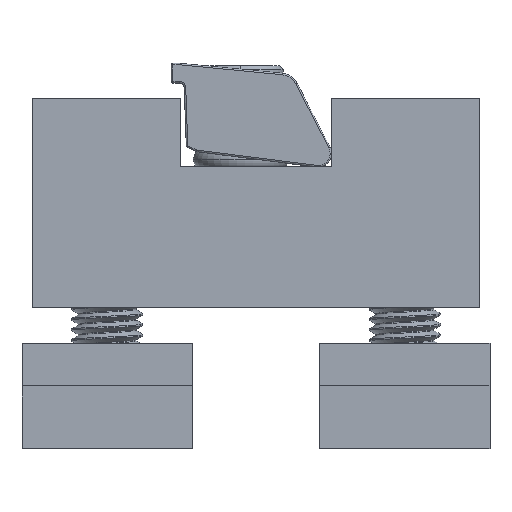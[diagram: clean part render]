
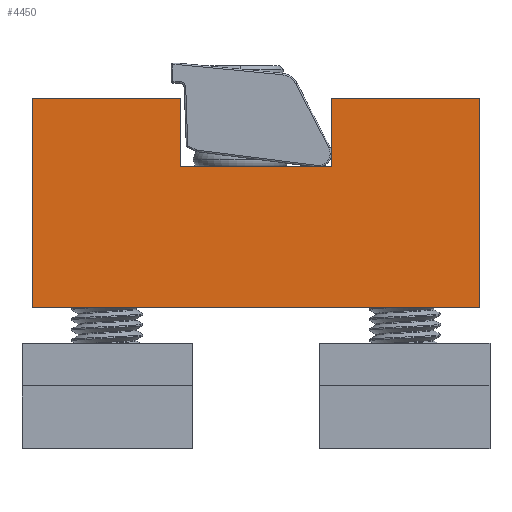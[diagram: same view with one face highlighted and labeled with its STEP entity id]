
A CAD part, top view. The second image highlights one B-rep face of the part: STEP entity #4450.
In plain terms, the highlighted planar face has unit normal (0, 0, 1).
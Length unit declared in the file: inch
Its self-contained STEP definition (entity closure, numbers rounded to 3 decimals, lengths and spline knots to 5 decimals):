
#235 = DIRECTION ( 'NONE',  ( 0., 0., -1. ) ) ;
#252 = ORIENTED_EDGE ( 'NONE', *, *, #4850, .T. ) ;
#481 = ORIENTED_EDGE ( 'NONE', *, *, #10473, .F. ) ;
#790 = VERTEX_POINT ( 'NONE', #1148 ) ;
#902 = AXIS2_PLACEMENT_3D ( 'NONE', #7863, #235, #9167 ) ;
#1148 = CARTESIAN_POINT ( 'NONE',  ( -0.5, 0.239, 0.5 ) ) ;
#1204 = VERTEX_POINT ( 'NONE', #8485 ) ;
#1607 = LINE ( 'NONE', #11380, #4187 ) ;
#1945 = CARTESIAN_POINT ( 'NONE',  ( 0.5, 0.239, 0.5 ) ) ;
#2003 = LINE ( 'NONE', #6188, #7974 ) ;
#2092 = VERTEX_POINT ( 'NONE', #12078 ) ;
#2454 = DIRECTION ( 'NONE',  ( -1., 0., 0. ) ) ;
#2775 = LINE ( 'NONE', #12582, #15456 ) ;
#2801 = VERTEX_POINT ( 'NONE', #8316 ) ;
#2926 = VECTOR ( 'NONE', #12331, 39.37008 ) ;
#2997 = FACE_OUTER_BOUND ( 'NONE', #5453, .T. ) ;
#3084 = EDGE_CURVE ( 'NONE', #13495, #1204, #15711, .T. ) ;
#4080 = DIRECTION ( 'NONE',  ( 1., 0., 0. ) ) ;
#4187 = VECTOR ( 'NONE', #2454, 39.37008 ) ;
#4278 = EDGE_CURVE ( 'NONE', #2801, #11655, #2003, .T. ) ;
#4305 = EDGE_CURVE ( 'NONE', #15196, #1204, #1607, .T. ) ;
#4422 = CARTESIAN_POINT ( 'NONE',  ( -0.5, 0.239, 0.5 ) ) ;
#4450 = ADVANCED_FACE ( 'NONE', ( #2997 ), #5244, .F. ) ;
#4850 = EDGE_CURVE ( 'NONE', #2092, #2801, #2775, .T. ) ;
#4911 = CARTESIAN_POINT ( 'NONE',  ( -1.47638, -0.689, 0.5 ) ) ;
#5055 = CARTESIAN_POINT ( 'NONE',  ( 0.5, 0.239, 0.5 ) ) ;
#5082 = ORIENTED_EDGE ( 'NONE', *, *, #3084, .F. ) ;
#5244 = PLANE ( 'NONE',  #902 ) ;
#5346 = ORIENTED_EDGE ( 'NONE', *, *, #10122, .F. ) ;
#5453 = EDGE_LOOP ( 'NONE', ( #10148, #5082, #5346, #11304, #252, #11990, #481, #11618 ) ) ;
#6188 = CARTESIAN_POINT ( 'NONE',  ( -1.47638, -0.689, 0.5 ) ) ;
#6402 = LINE ( 'NONE', #14382, #7204 ) ;
#6618 = DIRECTION ( 'NONE',  ( 0., -1., 0. ) ) ;
#7204 = VECTOR ( 'NONE', #15655, 39.37008 ) ;
#7408 = VECTOR ( 'NONE', #4080, 39.37008 ) ;
#7863 = CARTESIAN_POINT ( 'NONE',  ( 1.47638, -0.689, 0.5 ) ) ;
#7939 = CARTESIAN_POINT ( 'NONE',  ( 1.47638, -0.689, 0.5 ) ) ;
#7974 = VECTOR ( 'NONE', #13837, 39.37008 ) ;
#8316 = CARTESIAN_POINT ( 'NONE',  ( -1.47638, 0.689, 0.5 ) ) ;
#8485 = CARTESIAN_POINT ( 'NONE',  ( 0.5, 0.689, 0.5 ) ) ;
#8501 = VERTEX_POINT ( 'NONE', #7939 ) ;
#9167 = DIRECTION ( 'NONE',  ( -1., 0., 0. ) ) ;
#10122 = EDGE_CURVE ( 'NONE', #790, #13495, #16303, .T. ) ;
#10148 = ORIENTED_EDGE ( 'NONE', *, *, #4305, .T. ) ;
#10473 = EDGE_CURVE ( 'NONE', #8501, #11655, #6402, .T. ) ;
#10494 = LINE ( 'NONE', #11053, #2926 ) ;
#10567 = CARTESIAN_POINT ( 'NONE',  ( 1.47638, 0.689, 0.5 ) ) ;
#11053 = CARTESIAN_POINT ( 'NONE',  ( -0.5, 0.239, 0.5 ) ) ;
#11304 = ORIENTED_EDGE ( 'NONE', *, *, #15396, .F. ) ;
#11380 = CARTESIAN_POINT ( 'NONE',  ( 1.47638, 0.689, 0.5 ) ) ;
#11618 = ORIENTED_EDGE ( 'NONE', *, *, #15756, .F. ) ;
#11655 = VERTEX_POINT ( 'NONE', #4911 ) ;
#11990 = ORIENTED_EDGE ( 'NONE', *, *, #4278, .T. ) ;
#12078 = CARTESIAN_POINT ( 'NONE',  ( -0.5, 0.689, 0.5 ) ) ;
#12331 = DIRECTION ( 'NONE',  ( 0., -1., 0. ) ) ;
#12582 = CARTESIAN_POINT ( 'NONE',  ( 1.47638, 0.689, 0.5 ) ) ;
#12860 = LINE ( 'NONE', #15472, #15801 ) ;
#13495 = VERTEX_POINT ( 'NONE', #1945 ) ;
#13837 = DIRECTION ( 'NONE',  ( 0., -1., 0. ) ) ;
#14382 = CARTESIAN_POINT ( 'NONE',  ( 1.47638, -0.689, 0.5 ) ) ;
#14901 = VECTOR ( 'NONE', #15179, 39.37008 ) ;
#15074 = DIRECTION ( 'NONE',  ( -1., 0., 0. ) ) ;
#15179 = DIRECTION ( 'NONE',  ( 0., 1., 0. ) ) ;
#15196 = VERTEX_POINT ( 'NONE', #10567 ) ;
#15396 = EDGE_CURVE ( 'NONE', #2092, #790, #10494, .T. ) ;
#15456 = VECTOR ( 'NONE', #15074, 39.37008 ) ;
#15472 = CARTESIAN_POINT ( 'NONE',  ( 1.47638, -0.689, 0.5 ) ) ;
#15655 = DIRECTION ( 'NONE',  ( -1., 0., 0. ) ) ;
#15711 = LINE ( 'NONE', #5055, #14901 ) ;
#15756 = EDGE_CURVE ( 'NONE', #15196, #8501, #12860, .T. ) ;
#15801 = VECTOR ( 'NONE', #6618, 39.37008 ) ;
#16303 = LINE ( 'NONE', #4422, #7408 ) ;
